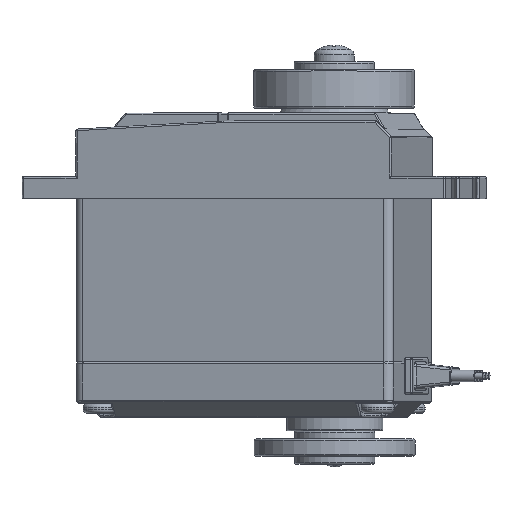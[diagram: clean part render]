
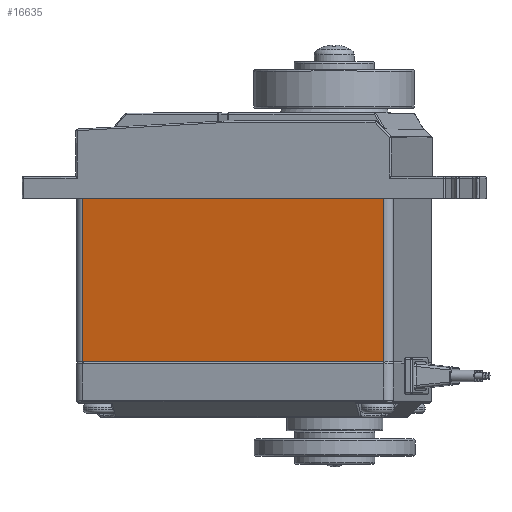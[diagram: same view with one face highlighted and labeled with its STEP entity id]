
A CAD part, top view. The second image highlights one B-rep face of the part: STEP entity #16635.
In plain terms, the highlighted face is planar.
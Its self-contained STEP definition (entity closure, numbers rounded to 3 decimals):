
#1228=LINE($,#25502,#2391);
#1233=LINE($,#25518,#2396);
#1234=LINE($,#25522,#2397);
#1235=LINE($,#25523,#2398);
#2391=VECTOR($,#20411,38.76);
#2396=VECTOR($,#20428,20.3);
#2397=VECTOR($,#20433,20.3);
#2398=VECTOR($,#20434,38.76);
#3383=PLANE($,#17925);
#4489=FACE_OUTER_BOUND($,#5548,.T.);
#5548=EDGE_LOOP($,(#12354,#12355,#12356,#12357));
#7708=VERTEX_POINT($,#25499);
#7709=VERTEX_POINT($,#25501);
#7714=VERTEX_POINT($,#25517);
#7715=VERTEX_POINT($,#25521);
#9453=EDGE_CURVE($,#7709,#7708,#1228,.T.);
#9461=EDGE_CURVE($,#7709,#7714,#1233,.T.);
#9463=EDGE_CURVE($,#7715,#7708,#1234,.T.);
#9464=EDGE_CURVE($,#7715,#7714,#1235,.T.);
#12354=ORIENTED_EDGE($,*,*,#9461,.F.);
#12355=ORIENTED_EDGE($,*,*,#9453,.T.);
#12356=ORIENTED_EDGE($,*,*,#9463,.F.);
#12357=ORIENTED_EDGE($,*,*,#9464,.T.);
#16635=ADVANCED_FACE($,(#4489),#3383,.T.);
#17925=AXIS2_PLACEMENT_3D($,#25520,#20431,#20432);
#20411=DIRECTION($,(-1.,0.,0.));
#20428=DIRECTION($,(0.,-1.,0.));
#20431=DIRECTION('center_axis',(0.,0.,1.));
#20432=DIRECTION('ref_axis',(1.,0.,0.));
#20433=DIRECTION($,(0.,1.,0.));
#20434=DIRECTION($,(1.,0.,0.));
#25499=CARTESIAN_POINT('',(-19.38,20.3,10.015));
#25501=CARTESIAN_POINT('',(19.38,20.3,10.015));
#25502=CARTESIAN_POINT($,(-10.19,20.3,10.015));
#25517=CARTESIAN_POINT('',(19.38,0.,10.015));
#25518=CARTESIAN_POINT($,(19.38,0.,10.015));
#25520=CARTESIAN_POINT('Origin',(-20.38,0.,10.015));
#25521=CARTESIAN_POINT('',(-19.38,0.,10.015));
#25522=CARTESIAN_POINT($,(-19.38,0.,10.015));
#25523=CARTESIAN_POINT($,(-20.38,0.,10.015));
